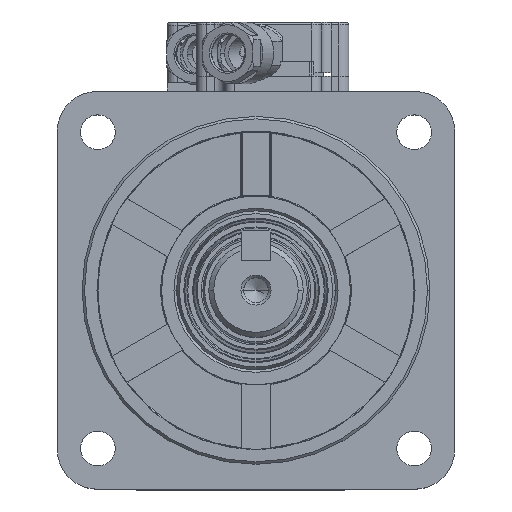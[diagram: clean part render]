
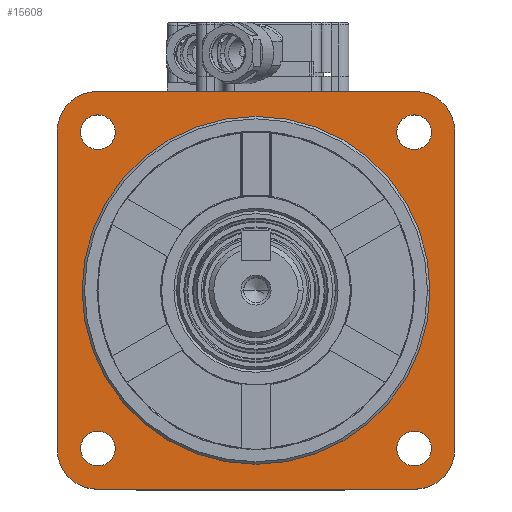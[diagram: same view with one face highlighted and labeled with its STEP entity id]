
A CAD part, top view. The second image highlights one B-rep face of the part: STEP entity #15608.
In plain terms, the highlighted planar face has unit normal (0, 0, 1).
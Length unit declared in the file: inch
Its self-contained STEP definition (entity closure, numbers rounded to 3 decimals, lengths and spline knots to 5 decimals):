
#13753=CARTESIAN_POINT('',(1.25984,1.25984,
0.15748));
#13754=DIRECTION('',(0.,0.,-1.));
#13755=DIRECTION('',(0.,1.,0.));
#13756=AXIS2_PLACEMENT_3D('',#13753,#13754,#13755);
#13758=CARTESIAN_POINT('',(1.25984,-1.25984,
0.15748));
#13759=DIRECTION('',(0.,0.,-1.));
#13760=DIRECTION('',(1.,0.,0.));
#13761=AXIS2_PLACEMENT_3D('',#13758,#13759,#13760);
#13763=CARTESIAN_POINT('',(-1.25984,-1.25984,
0.15748));
#13764=DIRECTION('',(0.,0.,-1.));
#13765=DIRECTION('',(0.,-1.,0.));
#13766=AXIS2_PLACEMENT_3D('',#13763,#13764,#13765);
#13768=CARTESIAN_POINT('',(-1.25984,1.25984,
0.15748));
#13769=DIRECTION('',(0.,0.,-1.));
#13770=DIRECTION('',(-1.,0.,0.));
#13771=AXIS2_PLACEMENT_3D('',#13768,#13769,#13770);
#13773=CARTESIAN_POINT('',(0.,0.,0.15748));
#13774=DIRECTION('',(0.,0.,1.));
#13775=DIRECTION('',(-1.,0.,0.));
#13776=AXIS2_PLACEMENT_3D('',#13773,#13774,#13775);
#13778=CARTESIAN_POINT('',(0.,0.,0.15748));
#13779=DIRECTION('',(0.,0.,1.));
#13780=DIRECTION('',(1.,0.,0.));
#13781=AXIS2_PLACEMENT_3D('',#13778,#13779,#13780);
#13783=CARTESIAN_POINT('',(-1.25275,-1.25275,
0.15748));
#13784=DIRECTION('',(0.,0.,1.));
#13785=DIRECTION('',(1.,0.,0.));
#13786=AXIS2_PLACEMENT_3D('',#13783,#13784,#13785);
#13788=CARTESIAN_POINT('',(-1.25275,-1.25275,
0.15748));
#13789=DIRECTION('',(0.,0.,1.));
#13790=DIRECTION('',(-1.,0.,0.));
#13791=AXIS2_PLACEMENT_3D('',#13788,#13789,#13790);
#13793=CARTESIAN_POINT('',(1.25275,-1.25275,
0.15748));
#13794=DIRECTION('',(0.,0.,1.));
#13795=DIRECTION('',(1.,0.,0.));
#13796=AXIS2_PLACEMENT_3D('',#13793,#13794,#13795);
#13798=CARTESIAN_POINT('',(1.25275,-1.25275,
0.15748));
#13799=DIRECTION('',(0.,0.,1.));
#13800=DIRECTION('',(-1.,0.,0.));
#13801=AXIS2_PLACEMENT_3D('',#13798,#13799,#13800);
#13803=CARTESIAN_POINT('',(1.25275,1.25275,
0.15748));
#13804=DIRECTION('',(0.,0.,1.));
#13805=DIRECTION('',(1.,0.,0.));
#13806=AXIS2_PLACEMENT_3D('',#13803,#13804,#13805);
#13808=CARTESIAN_POINT('',(1.25275,1.25275,
0.15748));
#13809=DIRECTION('',(0.,0.,1.));
#13810=DIRECTION('',(-1.,0.,0.));
#13811=AXIS2_PLACEMENT_3D('',#13808,#13809,#13810);
#13813=CARTESIAN_POINT('',(-1.25275,1.25275,
0.15748));
#13814=DIRECTION('',(0.,0.,1.));
#13815=DIRECTION('',(1.,0.,0.));
#13816=AXIS2_PLACEMENT_3D('',#13813,#13814,#13815);
#13818=CARTESIAN_POINT('',(-1.25275,1.25275,
0.15748));
#13819=DIRECTION('',(0.,0.,1.));
#13820=DIRECTION('',(-1.,0.,0.));
#13821=AXIS2_PLACEMENT_3D('',#13818,#13819,#13820);
#13855=DIRECTION('',(-1.,0.,0.));
#13856=VECTOR('',#13855,2.51969);
#13857=CARTESIAN_POINT('',(1.25984,1.5748,
0.15748));
#13858=LINE('',#13857,#13856);
#13935=DIRECTION('',(1.,0.,0.));
#13936=VECTOR('',#13935,2.51969);
#13937=CARTESIAN_POINT('',(-1.25984,-1.5748,
0.15748));
#13938=LINE('',#13937,#13936);
#13967=DIRECTION('',(0.,-1.,0.));
#13968=VECTOR('',#13967,2.51969);
#13969=CARTESIAN_POINT('',(-1.5748,1.25984,
0.15748));
#13970=LINE('',#13969,#13968);
#14107=DIRECTION('',(0.,1.,0.));
#14108=VECTOR('',#14107,2.51969);
#14109=CARTESIAN_POINT('',(1.5748,-1.25984,
0.15748));
#14110=LINE('',#14109,#14108);
#14646=CARTESIAN_POINT('',(-1.37795,0.,0.15748));
#14647=VERTEX_POINT('',#14646);
#14648=CARTESIAN_POINT('',(1.37795,0.,0.15748));
#14649=VERTEX_POINT('',#14648);
#14650=CARTESIAN_POINT('',(1.25984,1.5748,
0.15748));
#14651=CARTESIAN_POINT('',(1.5748,1.25984,
0.15748));
#14652=VERTEX_POINT('',#14650);
#14653=VERTEX_POINT('',#14651);
#14654=CARTESIAN_POINT('',(1.5748,-1.25984,
0.15748));
#14655=VERTEX_POINT('',#14654);
#14656=CARTESIAN_POINT('',(1.25984,-1.5748,
0.15748));
#14657=VERTEX_POINT('',#14656);
#14658=CARTESIAN_POINT('',(-1.25984,-1.5748,
0.15748));
#14659=VERTEX_POINT('',#14658);
#14660=CARTESIAN_POINT('',(-1.5748,-1.25984,
0.15748));
#14661=VERTEX_POINT('',#14660);
#14662=CARTESIAN_POINT('',(-1.5748,1.25984,
0.15748));
#14663=VERTEX_POINT('',#14662);
#14664=CARTESIAN_POINT('',(-1.25984,1.5748,
0.15748));
#14665=VERTEX_POINT('',#14664);
#14666=CARTESIAN_POINT('',(-1.11495,-1.25275,
0.15748));
#14667=CARTESIAN_POINT('',(-1.39054,-1.25275,
0.15748));
#14668=VERTEX_POINT('',#14666);
#14669=VERTEX_POINT('',#14667);
#14670=CARTESIAN_POINT('',(1.39054,-1.25275,
0.15748));
#14671=CARTESIAN_POINT('',(1.11495,-1.25275,
0.15748));
#14672=VERTEX_POINT('',#14670);
#14673=VERTEX_POINT('',#14671);
#14674=CARTESIAN_POINT('',(1.39054,1.25275,
0.15748));
#14675=CARTESIAN_POINT('',(1.11495,1.25275,
0.15748));
#14676=VERTEX_POINT('',#14674);
#14677=VERTEX_POINT('',#14675);
#14678=CARTESIAN_POINT('',(-1.11495,1.25275,
0.15748));
#14679=CARTESIAN_POINT('',(-1.39054,1.25275,
0.15748));
#14680=VERTEX_POINT('',#14678);
#14681=VERTEX_POINT('',#14679);
#15557=CARTESIAN_POINT('',(1.25984,1.25984,
0.15748));
#15558=DIRECTION('',(0.,0.,1.));
#15559=DIRECTION('',(1.,0.,0.));
#15560=AXIS2_PLACEMENT_3D('',#15557,#15558,#15559);
#15561=PLANE('',#15560);
#15563=ORIENTED_EDGE('',*,*,#15562,.T.);
#15565=ORIENTED_EDGE('',*,*,#15564,.F.);
#15567=ORIENTED_EDGE('',*,*,#15566,.T.);
#15569=ORIENTED_EDGE('',*,*,#15568,.F.);
#15571=ORIENTED_EDGE('',*,*,#15570,.T.);
#15573=ORIENTED_EDGE('',*,*,#15572,.F.);
#15575=ORIENTED_EDGE('',*,*,#15574,.T.);
#15577=ORIENTED_EDGE('',*,*,#15576,.F.);
#15578=EDGE_LOOP('',(#15563,#15565,#15567,#15569,#15571,#15573,#15575,#15577));
#15579=FACE_OUTER_BOUND('',#15578,.F.);
#15580=ORIENTED_EDGE('',*,*,#15550,.T.);
#15581=ORIENTED_EDGE('',*,*,#15537,.T.);
#15582=EDGE_LOOP('',(#15580,#15581));
#15583=FACE_BOUND('',#15582,.F.);
#15585=ORIENTED_EDGE('',*,*,#15584,.T.);
#15587=ORIENTED_EDGE('',*,*,#15586,.T.);
#15588=EDGE_LOOP('',(#15585,#15587));
#15589=FACE_BOUND('',#15588,.F.);
#15591=ORIENTED_EDGE('',*,*,#15590,.T.);
#15593=ORIENTED_EDGE('',*,*,#15592,.T.);
#15594=EDGE_LOOP('',(#15591,#15593));
#15595=FACE_BOUND('',#15594,.F.);
#15597=ORIENTED_EDGE('',*,*,#15596,.T.);
#15599=ORIENTED_EDGE('',*,*,#15598,.T.);
#15600=EDGE_LOOP('',(#15597,#15599));
#15601=FACE_BOUND('',#15600,.F.);
#15603=ORIENTED_EDGE('',*,*,#15602,.T.);
#15605=ORIENTED_EDGE('',*,*,#15604,.T.);
#15606=EDGE_LOOP('',(#15603,#15605));
#15607=FACE_BOUND('',#15606,.F.);
#15608=ADVANCED_FACE('',(#15579,#15583,#15589,#15595,#15601,#15607),#15561,.T.);
#13757=CIRCLE('',#13756,0.31496);
#13762=CIRCLE('',#13761,0.31496);
#13767=CIRCLE('',#13766,0.31496);
#13772=CIRCLE('',#13771,0.31496);
#13777=CIRCLE('',#13776,1.37795);
#13782=CIRCLE('',#13781,1.37795);
#13787=CIRCLE('',#13786,0.1378);
#13792=CIRCLE('',#13791,0.1378);
#13797=CIRCLE('',#13796,0.1378);
#13802=CIRCLE('',#13801,0.1378);
#13807=CIRCLE('',#13806,0.1378);
#13812=CIRCLE('',#13811,0.1378);
#13817=CIRCLE('',#13816,0.1378);
#13822=CIRCLE('',#13821,0.1378);
#15537=EDGE_CURVE('',#14649,#14647,#13782,.T.);
#15550=EDGE_CURVE('',#14647,#14649,#13777,.T.);
#15562=EDGE_CURVE('',#14652,#14653,#13757,.T.);
#15564=EDGE_CURVE('',#14655,#14653,#14110,.T.);
#15566=EDGE_CURVE('',#14655,#14657,#13762,.T.);
#15568=EDGE_CURVE('',#14659,#14657,#13938,.T.);
#15570=EDGE_CURVE('',#14659,#14661,#13767,.T.);
#15572=EDGE_CURVE('',#14663,#14661,#13970,.T.);
#15574=EDGE_CURVE('',#14663,#14665,#13772,.T.);
#15576=EDGE_CURVE('',#14652,#14665,#13858,.T.);
#15584=EDGE_CURVE('',#14668,#14669,#13787,.T.);
#15586=EDGE_CURVE('',#14669,#14668,#13792,.T.);
#15590=EDGE_CURVE('',#14672,#14673,#13797,.T.);
#15592=EDGE_CURVE('',#14673,#14672,#13802,.T.);
#15596=EDGE_CURVE('',#14676,#14677,#13807,.T.);
#15598=EDGE_CURVE('',#14677,#14676,#13812,.T.);
#15602=EDGE_CURVE('',#14680,#14681,#13817,.T.);
#15604=EDGE_CURVE('',#14681,#14680,#13822,.T.);
